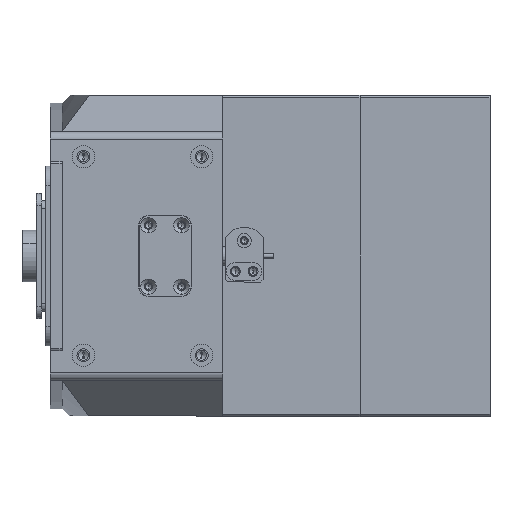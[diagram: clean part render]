
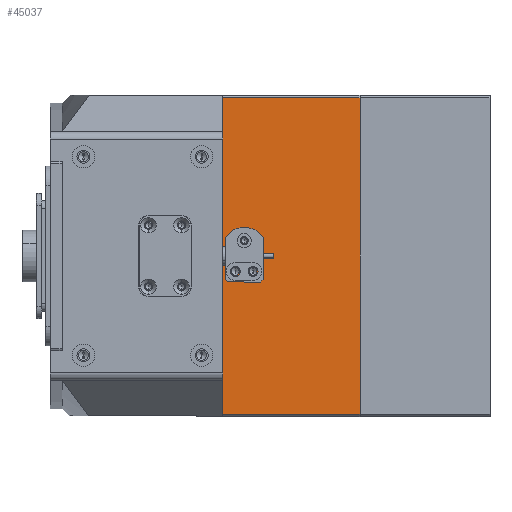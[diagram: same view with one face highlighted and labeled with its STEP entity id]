
A CAD part, left-side view. The second image highlights one B-rep face of the part: STEP entity #45037.
In plain terms, the highlighted planar face has unit normal (-1, 0, 0).
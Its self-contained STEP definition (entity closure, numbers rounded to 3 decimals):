
#340 = AXIS2_PLACEMENT_3D ( 'NONE', #27189, #38814, #46560 ) ;
#890 = VERTEX_POINT ( 'NONE', #34358 ) ;
#1059 = CARTESIAN_POINT ( 'NONE',  ( -109., -32.25, -6.5 ) ) ;
#2218 = CARTESIAN_POINT ( 'NONE',  ( -109., -77.5, 68. ) ) ;
#3503 = CIRCLE ( 'NONE', #45688, 1.65 ) ;
#3607 = AXIS2_PLACEMENT_3D ( 'NONE', #1059, #5105, #43121 ) ;
#3655 = ORIENTED_EDGE ( 'NONE', *, *, #5990, .T. ) ;
#4438 = VECTOR ( 'NONE', #33012, 1000. ) ;
#4648 = DIRECTION ( 'NONE',  ( -1., 0., 0. ) ) ;
#5105 = DIRECTION ( 'NONE',  ( -1., 0., 0. ) ) ;
#5695 = ORIENTED_EDGE ( 'NONE', *, *, #34022, .F. ) ;
#5743 = ORIENTED_EDGE ( 'NONE', *, *, #9865, .T. ) ;
#5990 = EDGE_CURVE ( 'NONE', #890, #11037, #19625, .T. ) ;
#6089 = DIRECTION ( 'NONE',  ( 0., 0., -1. ) ) ;
#6292 = CARTESIAN_POINT ( 'NONE',  ( -109., -77.5, 68. ) ) ;
#7364 = CIRCLE ( 'NONE', #340, 1.65 ) ;
#8098 = CARTESIAN_POINT ( 'NONE',  ( -109., -77.5, 67. ) ) ;
#8851 = EDGE_CURVE ( 'NONE', #14928, #17946, #31417, .T. ) ;
#9372 = CIRCLE ( 'NONE', #31685, 1.25 ) ;
#9865 = EDGE_CURVE ( 'NONE', #14922, #890, #34387, .T. ) ;
#10183 = EDGE_LOOP ( 'NONE', ( #42966, #31321 ) ) ;
#10458 = VECTOR ( 'NONE', #11806, 1000. ) ;
#10633 = VECTOR ( 'NONE', #39781, 1000. ) ;
#11037 = VERTEX_POINT ( 'NONE', #22331 ) ;
#11513 = ORIENTED_EDGE ( 'NONE', *, *, #47568, .T. ) ;
#11806 = DIRECTION ( 'NONE',  ( 0., 1., 0. ) ) ;
#12707 = VECTOR ( 'NONE', #32528, 1000. ) ;
#13635 = DIRECTION ( 'NONE',  ( 0., 0., 1. ) ) ;
#13789 = CARTESIAN_POINT ( 'NONE',  ( -109., -28.5, 5.25 ) ) ;
#14323 = EDGE_CURVE ( 'NONE', #21371, #11037, #24847, .T. ) ;
#14922 = VERTEX_POINT ( 'NONE', #28734 ) ;
#14928 = VERTEX_POINT ( 'NONE', #36492 ) ;
#15751 = VERTEX_POINT ( 'NONE', #35418 ) ;
#16226 = AXIS2_PLACEMENT_3D ( 'NONE', #2218, #28579, #6089 ) ;
#16305 = AXIS2_PLACEMENT_3D ( 'NONE', #44786, #33478, #13635 ) ;
#16336 = CIRCLE ( 'NONE', #3607, 1.65 ) ;
#16354 = FACE_BOUND ( 'NONE', #42694, .T. ) ;
#17310 = EDGE_CURVE ( 'NONE', #23968, #46478, #3503, .T. ) ;
#17946 = VERTEX_POINT ( 'NONE', #13789 ) ;
#18859 = LINE ( 'NONE', #8098, #10458 ) ;
#19625 = LINE ( 'NONE', #43975, #10633 ) ;
#20131 = CARTESIAN_POINT ( 'NONE',  ( -109., -32.25, -4.85 ) ) ;
#21371 = VERTEX_POINT ( 'NONE', #48879 ) ;
#22331 = CARTESIAN_POINT ( 'NONE',  ( -109., -77.5, -67. ) ) ;
#22973 = FACE_OUTER_BOUND ( 'NONE', #24526, .T. ) ;
#23137 = EDGE_CURVE ( 'NONE', #46478, #23968, #16336, .T. ) ;
#23968 = VERTEX_POINT ( 'NONE', #34752 ) ;
#23971 = CIRCLE ( 'NONE', #37178, 1.65 ) ;
#24526 = EDGE_LOOP ( 'NONE', ( #5743, #3655, #30763, #11513 ) ) ;
#24754 = DIRECTION ( 'NONE',  ( 0., 0., 1. ) ) ;
#24847 = LINE ( 'NONE', #6292, #4438 ) ;
#27189 = CARTESIAN_POINT ( 'NONE',  ( -109., -24.75, -6.5 ) ) ;
#27661 = CARTESIAN_POINT ( 'NONE',  ( -109., -24.75, -6.5 ) ) ;
#28579 = DIRECTION ( 'NONE',  ( 1., 0., 0. ) ) ;
#28734 = CARTESIAN_POINT ( 'NONE',  ( -109., -19.5, 67. ) ) ;
#30763 = ORIENTED_EDGE ( 'NONE', *, *, #14323, .F. ) ;
#31313 = EDGE_LOOP ( 'NONE', ( #31672, #5695 ) ) ;
#31321 = ORIENTED_EDGE ( 'NONE', *, *, #17310, .F. ) ;
#31417 = CIRCLE ( 'NONE', #16305, 1.25 ) ;
#31672 = ORIENTED_EDGE ( 'NONE', *, *, #8851, .F. ) ;
#31685 = AXIS2_PLACEMENT_3D ( 'NONE', #43468, #40258, #24754 ) ;
#31994 = FACE_BOUND ( 'NONE', #10183, .T. ) ;
#32025 = DIRECTION ( 'NONE',  ( 0., 0., 1. ) ) ;
#32528 = DIRECTION ( 'NONE',  ( 0., 0., -1. ) ) ;
#32856 = CARTESIAN_POINT ( 'NONE',  ( -109., -19.5, 68. ) ) ;
#33012 = DIRECTION ( 'NONE',  ( 0., 0., -1. ) ) ;
#33478 = DIRECTION ( 'NONE',  ( -1., 0., 0. ) ) ;
#34022 = EDGE_CURVE ( 'NONE', #17946, #14928, #9372, .T. ) ;
#34222 = CARTESIAN_POINT ( 'NONE',  ( -109., -32.25, -6.5 ) ) ;
#34358 = CARTESIAN_POINT ( 'NONE',  ( -109., -19.5, -67. ) ) ;
#34387 = LINE ( 'NONE', #32856, #12707 ) ;
#34752 = CARTESIAN_POINT ( 'NONE',  ( -109., -32.25, -8.15 ) ) ;
#35088 = ORIENTED_EDGE ( 'NONE', *, *, #40792, .F. ) ;
#35418 = CARTESIAN_POINT ( 'NONE',  ( -109., -24.75, -8.15 ) ) ;
#36492 = CARTESIAN_POINT ( 'NONE',  ( -109., -28.5, 7.75 ) ) ;
#37178 = AXIS2_PLACEMENT_3D ( 'NONE', #27661, #4648, #32025 ) ;
#38212 = CARTESIAN_POINT ( 'NONE',  ( -109., -24.75, -4.85 ) ) ;
#38814 = DIRECTION ( 'NONE',  ( -1., 0., 0. ) ) ;
#39781 = DIRECTION ( 'NONE',  ( 0., -1., 0. ) ) ;
#40258 = DIRECTION ( 'NONE',  ( -1., 0., 0. ) ) ;
#40792 = EDGE_CURVE ( 'NONE', #41878, #15751, #7364, .T. ) ;
#41878 = VERTEX_POINT ( 'NONE', #38212 ) ;
#42694 = EDGE_LOOP ( 'NONE', ( #35088, #45550 ) ) ;
#42966 = ORIENTED_EDGE ( 'NONE', *, *, #23137, .F. ) ;
#43121 = DIRECTION ( 'NONE',  ( 0., 0., 1. ) ) ;
#43361 = EDGE_CURVE ( 'NONE', #15751, #41878, #23971, .T. ) ;
#43468 = CARTESIAN_POINT ( 'NONE',  ( -109., -28.5, 6.5 ) ) ;
#43975 = CARTESIAN_POINT ( 'NONE',  ( -109., -77.5, -67. ) ) ;
#44254 = PLANE ( 'NONE',  #16226 ) ;
#44786 = CARTESIAN_POINT ( 'NONE',  ( -109., -28.5, 6.5 ) ) ;
#45037 = ADVANCED_FACE ( 'NONE', ( #49529, #16354, #31994, #22973 ), #44254, .F. ) ;
#45522 = DIRECTION ( 'NONE',  ( -1., 0., 0. ) ) ;
#45550 = ORIENTED_EDGE ( 'NONE', *, *, #43361, .F. ) ;
#45688 = AXIS2_PLACEMENT_3D ( 'NONE', #34222, #45522, #49401 ) ;
#46478 = VERTEX_POINT ( 'NONE', #20131 ) ;
#46560 = DIRECTION ( 'NONE',  ( 0., 0., 1. ) ) ;
#47568 = EDGE_CURVE ( 'NONE', #21371, #14922, #18859, .T. ) ;
#48879 = CARTESIAN_POINT ( 'NONE',  ( -109., -77.5, 67. ) ) ;
#49401 = DIRECTION ( 'NONE',  ( 0., 0., 1. ) ) ;
#49529 = FACE_BOUND ( 'NONE', #31313, .T. ) ;
